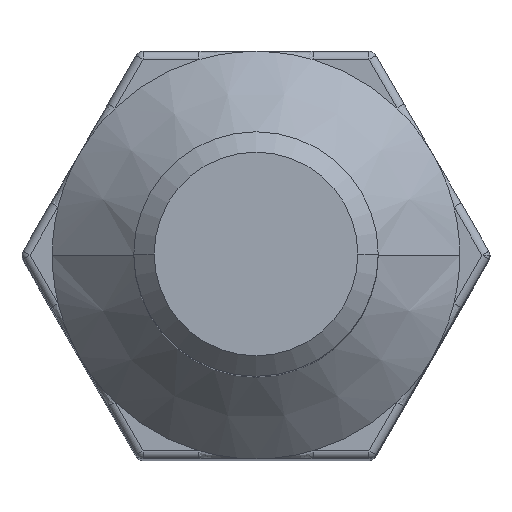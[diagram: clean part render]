
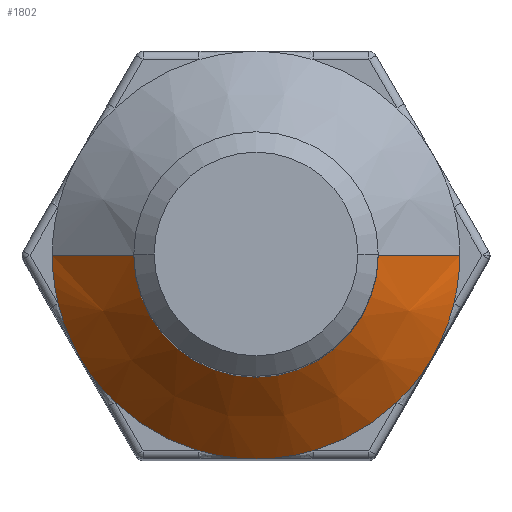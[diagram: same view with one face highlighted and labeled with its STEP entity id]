
A CAD part, top view. The second image highlights one B-rep face of the part: STEP entity #1802.
In plain terms, the highlighted conical face has half-angle 45 degrees and reference radius 1.5 mm.
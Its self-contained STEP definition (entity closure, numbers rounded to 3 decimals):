
#31 = VERTEX_POINT ( 'NONE', #1720 ) ;
#56 = EDGE_LOOP ( 'NONE', ( #1594, #1595, #1600, #1618, #1628, #1652, #1658, #1676, #1700, #1704, #1032, #1034, #1601 ) ) ;
#77 = VERTEX_POINT ( 'NONE', #1431 ) ;
#107 = DIRECTION ( 'NONE',  ( 0., 0., 1. ) ) ;
#126 = CARTESIAN_POINT ( 'NONE',  ( 0., 0., 0. ) ) ;
#129 = CARTESIAN_POINT ( 'NONE',  ( -2.165, -1.25, 0. ) ) ;
#165 = VERTEX_POINT ( 'NONE', #1382 ) ;
#169 = DIRECTION ( 'NONE',  ( -1., 0., 0. ) ) ;
#185 = DIRECTION ( 'NONE',  ( 0., 0., -1. ) ) ;
#200 = CARTESIAN_POINT ( 'NONE',  ( 0., 0., 1. ) ) ;
#261 = CARTESIAN_POINT ( 'NONE',  ( 0.7, -2.4, 0. ) ) ;
#282 = CARTESIAN_POINT ( 'NONE',  ( 1.728, -1.806, 0. ) ) ;
#286 = AXIS2_PLACEMENT_3D ( 'NONE', #789, #758, #614 ) ;
#385 = VERTEX_POINT ( 'NONE', #1076 ) ;
#405 = VERTEX_POINT ( 'NONE', #1094 ) ;
#436 = VERTEX_POINT ( 'NONE', #1060 ) ;
#552 = VERTEX_POINT ( 'NONE', #794 ) ;
#565 = AXIS2_PLACEMENT_3D ( 'NONE', #2054, #2013, #1850 ) ;
#573 = DIRECTION ( 'NONE',  ( 0., 0., 1. ) ) ;
#585 = CARTESIAN_POINT ( 'NONE',  ( 0., 0., 0. ) ) ;
#614 = DIRECTION ( 'NONE',  ( 1., 0., 0. ) ) ;
#661 = CARTESIAN_POINT ( 'NONE',  ( 2.165, -1.25, 0. ) ) ;
#693 = AXIS2_PLACEMENT_3D ( 'NONE', #2144, #2137, #2132 ) ;
#704 = AXIS2_PLACEMENT_3D ( 'NONE', #1885, #963, #2037 ) ;
#749 = AXIS2_PLACEMENT_3D ( 'NONE', #1550, #1385, #1367 ) ;
#753 = AXIS2_PLACEMENT_3D ( 'NONE', #585, #573, #1168 ) ;
#758 = DIRECTION ( 'NONE',  ( 0., 0., 1. ) ) ;
#768 = AXIS2_PLACEMENT_3D ( 'NONE', #1943, #1796, #1788 ) ;
#780 = AXIS2_PLACEMENT_3D ( 'NONE', #126, #107, #2258 ) ;
#783 = AXIS2_PLACEMENT_3D ( 'NONE', #953, #801, #1970 ) ;
#789 = CARTESIAN_POINT ( 'NONE',  ( 0., 0., 0. ) ) ;
#794 = CARTESIAN_POINT ( 'NONE',  ( -0.7, -2.4, 0. ) ) ;
#796 = AXIS2_PLACEMENT_3D ( 'NONE', #2268, #2231, #983 ) ;
#801 = DIRECTION ( 'NONE',  ( 0., 0., 1. ) ) ;
#809 = AXIS2_PLACEMENT_3D ( 'NONE', #200, #185, #169 ) ;
#897 = VERTEX_POINT ( 'NONE', #261 ) ;
#953 = CARTESIAN_POINT ( 'NONE',  ( 0., 0., 0. ) ) ;
#963 = DIRECTION ( 'NONE',  ( 0., 0., -1. ) ) ;
#976 = VERTEX_POINT ( 'NONE', #282 ) ;
#983 = DIRECTION ( 'NONE',  ( 1., 0., 0. ) ) ;
#1019 = AXIS2_PLACEMENT_3D ( 'NONE', #2158, #2169, #2155 ) ;
#1024 = CIRCLE ( 'NONE', #780, 2.5 ) ;
#1032 = ORIENTED_EDGE ( 'NONE', *, *, #1130, .T. ) ;
#1033 = CARTESIAN_POINT ( 'NONE',  ( -1.5, 0., 1. ) ) ;
#1034 = ORIENTED_EDGE ( 'NONE', *, *, #1140, .T. ) ;
#1060 = CARTESIAN_POINT ( 'NONE',  ( -2.428, -0.594, 0. ) ) ;
#1076 = CARTESIAN_POINT ( 'NONE',  ( -1.5, 0., 1. ) ) ;
#1094 = CARTESIAN_POINT ( 'NONE',  ( -2.5, 0., 0. ) ) ;
#1130 = EDGE_CURVE ( 'NONE', #976, #1708, #1220, .T. ) ;
#1140 = EDGE_CURVE ( 'NONE', #1708, #1755, #1378, .T. ) ;
#1144 = CARTESIAN_POINT ( 'NONE',  ( 2.428, -0.594, 0. ) ) ;
#1145 = VERTEX_POINT ( 'NONE', #129 ) ;
#1158 = EDGE_CURVE ( 'NONE', #405, #436, #2213, .T. ) ;
#1163 = VERTEX_POINT ( 'NONE', #2133 ) ;
#1168 = DIRECTION ( 'NONE',  ( 1., 0., 0. ) ) ;
#1220 = CIRCLE ( 'NONE', #1019, 2.5 ) ;
#1367 = DIRECTION ( 'NONE',  ( 1., 0., 0. ) ) ;
#1378 = CIRCLE ( 'NONE', #693, 2.5 ) ;
#1382 = CARTESIAN_POINT ( 'NONE',  ( -1.728, -1.806, 0. ) ) ;
#1385 = DIRECTION ( 'NONE',  ( 0., 0., 1. ) ) ;
#1431 = CARTESIAN_POINT ( 'NONE',  ( 1.5, 0., 1. ) ) ;
#1550 = CARTESIAN_POINT ( 'NONE',  ( 0., 0., 0. ) ) ;
#1594 = ORIENTED_EDGE ( 'NONE', *, *, #2151, .F. ) ;
#1595 = ORIENTED_EDGE ( 'NONE', *, *, #1712, .T. ) ;
#1600 = ORIENTED_EDGE ( 'NONE', *, *, #1688, .T. ) ;
#1601 = ORIENTED_EDGE ( 'NONE', *, *, #1754, .T. ) ;
#1618 = ORIENTED_EDGE ( 'NONE', *, *, #1158, .T. ) ;
#1628 = ORIENTED_EDGE ( 'NONE', *, *, #1718, .T. ) ;
#1652 = ORIENTED_EDGE ( 'NONE', *, *, #1726, .T. ) ;
#1658 = ORIENTED_EDGE ( 'NONE', *, *, #1730, .T. ) ;
#1676 = ORIENTED_EDGE ( 'NONE', *, *, #1733, .T. ) ;
#1688 = EDGE_CURVE ( 'NONE', #385, #405, #1693, .T. ) ;
#1693 = LINE ( 'NONE', #1033, #1772 ) ;
#1700 = ORIENTED_EDGE ( 'NONE', *, *, #1742, .T. ) ;
#1704 = ORIENTED_EDGE ( 'NONE', *, *, #1748, .T. ) ;
#1708 = VERTEX_POINT ( 'NONE', #661 ) ;
#1712 = EDGE_CURVE ( 'NONE', #77, #385, #2276, .T. ) ;
#1718 = EDGE_CURVE ( 'NONE', #436, #1145, #2112, .T. ) ;
#1720 = CARTESIAN_POINT ( 'NONE',  ( 0., -2.5, 0. ) ) ;
#1726 = EDGE_CURVE ( 'NONE', #1145, #165, #1950, .T. ) ;
#1730 = EDGE_CURVE ( 'NONE', #165, #552, #1024, .T. ) ;
#1733 = EDGE_CURVE ( 'NONE', #552, #31, #2264, .T. ) ;
#1742 = EDGE_CURVE ( 'NONE', #31, #897, #1975, .T. ) ;
#1748 = EDGE_CURVE ( 'NONE', #897, #976, #1984, .T. ) ;
#1754 = EDGE_CURVE ( 'NONE', #1755, #1163, #1979, .T. ) ;
#1755 = VERTEX_POINT ( 'NONE', #1144 ) ;
#1772 = VECTOR ( 'NONE', #1888, 1000. ) ;
#1788 = DIRECTION ( 'NONE',  ( 1., 0., 0. ) ) ;
#1796 = DIRECTION ( 'NONE',  ( 0., 0., 1. ) ) ;
#1802 = ADVANCED_FACE ( 'NONE', ( #2063 ), #2066, .T. ) ;
#1850 = DIRECTION ( 'NONE',  ( 1., 0., 0. ) ) ;
#1885 = CARTESIAN_POINT ( 'NONE',  ( 0., 0., 1. ) ) ;
#1888 = DIRECTION ( 'NONE',  ( -0.707, 0., -0.707 ) ) ;
#1943 = CARTESIAN_POINT ( 'NONE',  ( 0., 0., 0. ) ) ;
#1950 = CIRCLE ( 'NONE', #783, 2.5 ) ;
#1961 = CARTESIAN_POINT ( 'NONE',  ( 1.5, 0., 1. ) ) ;
#1970 = DIRECTION ( 'NONE',  ( 1., 0., 0. ) ) ;
#1975 = CIRCLE ( 'NONE', #749, 2.5 ) ;
#1979 = CIRCLE ( 'NONE', #753, 2.5 ) ;
#1984 = CIRCLE ( 'NONE', #286, 2.5 ) ;
#2013 = DIRECTION ( 'NONE',  ( 0., 0., 1. ) ) ;
#2037 = DIRECTION ( 'NONE',  ( -1., 0., 0. ) ) ;
#2054 = CARTESIAN_POINT ( 'NONE',  ( 0., 0., 0. ) ) ;
#2063 = FACE_OUTER_BOUND ( 'NONE', #56, .T. ) ;
#2066 = CONICAL_SURFACE ( 'NONE', #704, 1.5, 0.785 ) ;
#2111 = DIRECTION ( 'NONE',  ( 0.707, 0., -0.707 ) ) ;
#2112 = CIRCLE ( 'NONE', #796, 2.5 ) ;
#2132 = DIRECTION ( 'NONE',  ( 1., 0., 0. ) ) ;
#2133 = CARTESIAN_POINT ( 'NONE',  ( 2.5, 0., 0. ) ) ;
#2137 = DIRECTION ( 'NONE',  ( 0., 0., 1. ) ) ;
#2144 = CARTESIAN_POINT ( 'NONE',  ( 0., 0., 0. ) ) ;
#2151 = EDGE_CURVE ( 'NONE', #77, #1163, #2263, .T. ) ;
#2155 = DIRECTION ( 'NONE',  ( 1., 0., 0. ) ) ;
#2158 = CARTESIAN_POINT ( 'NONE',  ( 0., 0., 0. ) ) ;
#2169 = DIRECTION ( 'NONE',  ( 0., 0., 1. ) ) ;
#2213 = CIRCLE ( 'NONE', #565, 2.5 ) ;
#2231 = DIRECTION ( 'NONE',  ( 0., 0., 1. ) ) ;
#2254 = VECTOR ( 'NONE', #2111, 1000. ) ;
#2258 = DIRECTION ( 'NONE',  ( 1., 0., 0. ) ) ;
#2263 = LINE ( 'NONE', #1961, #2254 ) ;
#2264 = CIRCLE ( 'NONE', #768, 2.5 ) ;
#2268 = CARTESIAN_POINT ( 'NONE',  ( 0., 0., 0. ) ) ;
#2276 = CIRCLE ( 'NONE', #809, 1.5 ) ;
